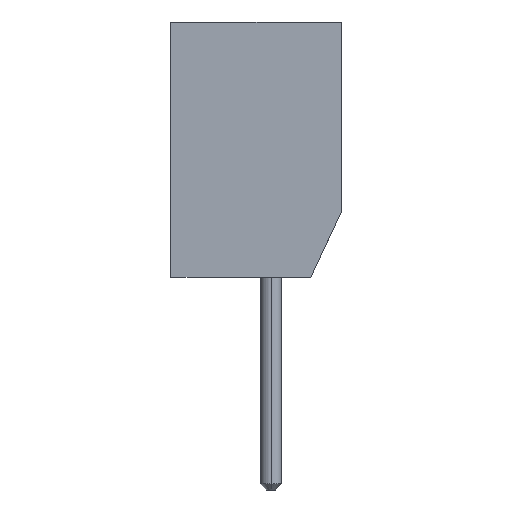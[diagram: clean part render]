
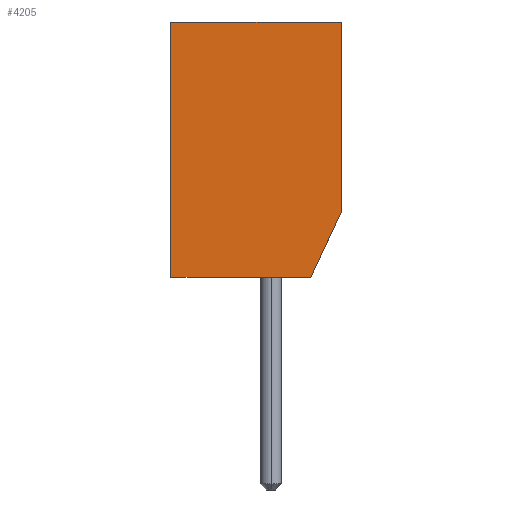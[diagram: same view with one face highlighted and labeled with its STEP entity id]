
A CAD part, left-side view. The second image highlights one B-rep face of the part: STEP entity #4205.
In plain terms, the highlighted planar face has unit normal (-1, 0, 0).
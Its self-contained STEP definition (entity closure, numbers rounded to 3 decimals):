
#301 = EDGE_LOOP ( 'NONE', ( #5447, #776, #2575, #341, #4692 ) ) ;
#341 = ORIENTED_EDGE ( 'NONE', *, *, #2827, .F. ) ;
#424 = VECTOR ( 'NONE', #2940, 1000. ) ;
#450 = CARTESIAN_POINT ( 'NONE',  ( -16.65, -2.8, 0. ) ) ;
#667 = DIRECTION ( 'NONE',  ( 0., 0., -1. ) ) ;
#776 = ORIENTED_EDGE ( 'NONE', *, *, #1307, .T. ) ;
#850 = VECTOR ( 'NONE', #4444, 1000. ) ;
#1176 = CARTESIAN_POINT ( 'NONE',  ( -16.65, -1.8, 0. ) ) ;
#1307 = EDGE_CURVE ( 'NONE', #2634, #1329, #1561, .T. ) ;
#1329 = VERTEX_POINT ( 'NONE', #5383 ) ;
#1407 = EDGE_CURVE ( 'NONE', #4077, #2543, #1961, .T. ) ;
#1422 = DIRECTION ( 'NONE',  ( 0., -1., 0. ) ) ;
#1534 = CARTESIAN_POINT ( 'NONE',  ( -16.65, -2.8, 8.4 ) ) ;
#1561 = LINE ( 'NONE', #2041, #5334 ) ;
#1825 = AXIS2_PLACEMENT_3D ( 'NONE', #1534, #5382, #667 ) ;
#1961 = LINE ( 'NONE', #2852, #3575 ) ;
#2041 = CARTESIAN_POINT ( 'NONE',  ( -16.65, -2.8, 2.145 ) ) ;
#2428 = CARTESIAN_POINT ( 'NONE',  ( -16.65, -2.8, 8.4 ) ) ;
#2543 = VERTEX_POINT ( 'NONE', #5053 ) ;
#2575 = ORIENTED_EDGE ( 'NONE', *, *, #5423, .F. ) ;
#2595 = LINE ( 'NONE', #5216, #3157 ) ;
#2634 = VERTEX_POINT ( 'NONE', #1176 ) ;
#2690 = CARTESIAN_POINT ( 'NONE',  ( -16.65, -2.8, 8.4 ) ) ;
#2720 = LINE ( 'NONE', #2690, #850 ) ;
#2790 = FACE_OUTER_BOUND ( 'NONE', #301, .T. ) ;
#2827 = EDGE_CURVE ( 'NONE', #4077, #4100, #2595, .T. ) ;
#2852 = CARTESIAN_POINT ( 'NONE',  ( -16.65, 2.8, 8.4 ) ) ;
#2940 = DIRECTION ( 'NONE',  ( 0., -1., 0. ) ) ;
#3157 = VECTOR ( 'NONE', #1422, 1000. ) ;
#3575 = VECTOR ( 'NONE', #5416, 1000. ) ;
#3774 = EDGE_CURVE ( 'NONE', #2543, #2634, #4661, .T. ) ;
#4077 = VERTEX_POINT ( 'NONE', #4568 ) ;
#4100 = VERTEX_POINT ( 'NONE', #2428 ) ;
#4205 = ADVANCED_FACE ( 'NONE', ( #2790 ), #5325, .F. ) ;
#4444 = DIRECTION ( 'NONE',  ( 0., 0., -1. ) ) ;
#4568 = CARTESIAN_POINT ( 'NONE',  ( -16.65, 2.8, 8.4 ) ) ;
#4572 = DIRECTION ( 'NONE',  ( 0., -0.423, 0.906 ) ) ;
#4661 = LINE ( 'NONE', #450, #424 ) ;
#4692 = ORIENTED_EDGE ( 'NONE', *, *, #1407, .T. ) ;
#5053 = CARTESIAN_POINT ( 'NONE',  ( -16.65, 2.8, 0. ) ) ;
#5216 = CARTESIAN_POINT ( 'NONE',  ( -16.65, -2.8, 8.4 ) ) ;
#5325 = PLANE ( 'NONE',  #1825 ) ;
#5334 = VECTOR ( 'NONE', #4572, 1000. ) ;
#5382 = DIRECTION ( 'NONE',  ( 1., 0., 0. ) ) ;
#5383 = CARTESIAN_POINT ( 'NONE',  ( -16.65, -2.8, 2.145 ) ) ;
#5416 = DIRECTION ( 'NONE',  ( 0., 0., -1. ) ) ;
#5423 = EDGE_CURVE ( 'NONE', #4100, #1329, #2720, .T. ) ;
#5447 = ORIENTED_EDGE ( 'NONE', *, *, #3774, .T. ) ;
